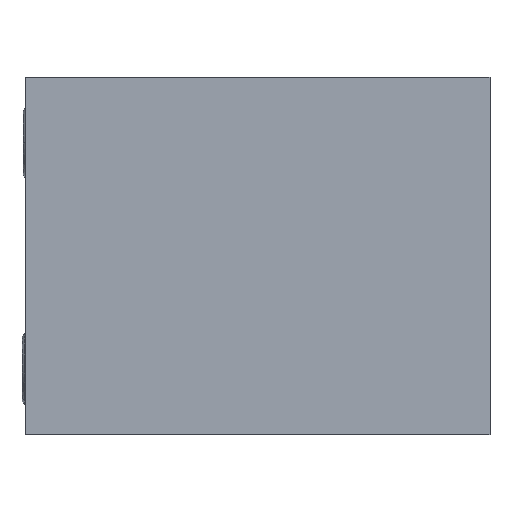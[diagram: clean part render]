
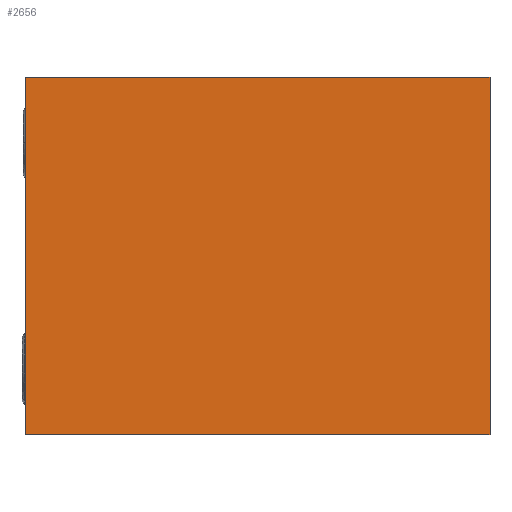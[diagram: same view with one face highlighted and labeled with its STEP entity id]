
A CAD part, left-side view. The second image highlights one B-rep face of the part: STEP entity #2656.
In plain terms, the highlighted planar face has unit normal (-1, 0, 0).
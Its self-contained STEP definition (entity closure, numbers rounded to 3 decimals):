
#2 = PLANE ( 'NONE',  #181 ) ;
#51 = DIRECTION ( 'NONE',  ( 0., 0., 1. ) ) ;
#149 = CARTESIAN_POINT ( 'NONE',  ( -8.6, 0., 0. ) ) ;
#181 = AXIS2_PLACEMENT_3D ( 'NONE', #675, #952, #2368 ) ;
#304 = VERTEX_POINT ( 'NONE', #1317 ) ;
#317 = EDGE_CURVE ( 'NONE', #864, #2616, #439, .T. ) ;
#356 = VECTOR ( 'NONE', #2172, 1000. ) ;
#439 = LINE ( 'NONE', #149, #630 ) ;
#467 = EDGE_CURVE ( 'NONE', #2774, #864, #500, .T. ) ;
#500 = LINE ( 'NONE', #681, #1906 ) ;
#630 = VECTOR ( 'NONE', #1128, 1000. ) ;
#675 = CARTESIAN_POINT ( 'NONE',  ( -8.6, 0., 0. ) ) ;
#681 = CARTESIAN_POINT ( 'NONE',  ( -8.6, 0., 0. ) ) ;
#846 = CARTESIAN_POINT ( 'NONE',  ( -8.6, 0., -30. ) ) ;
#864 = VERTEX_POINT ( 'NONE', #2994 ) ;
#952 = DIRECTION ( 'NONE',  ( -1., 0., 0. ) ) ;
#980 = VECTOR ( 'NONE', #51, 1000. ) ;
#1128 = DIRECTION ( 'NONE',  ( 0., 0., -1. ) ) ;
#1317 = CARTESIAN_POINT ( 'NONE',  ( -8.6, 39., -30. ) ) ;
#1437 = LINE ( 'NONE', #2389, #356 ) ;
#1477 = ORIENTED_EDGE ( 'NONE', *, *, #1989, .F. ) ;
#1525 = EDGE_CURVE ( 'NONE', #304, #2774, #2141, .T. ) ;
#1561 = ORIENTED_EDGE ( 'NONE', *, *, #1525, .F. ) ;
#1864 = CARTESIAN_POINT ( 'NONE',  ( -8.6, 39., 0. ) ) ;
#1906 = VECTOR ( 'NONE', #2839, 1000. ) ;
#1989 = EDGE_CURVE ( 'NONE', #2616, #304, #1437, .T. ) ;
#2141 = LINE ( 'NONE', #2626, #980 ) ;
#2172 = DIRECTION ( 'NONE',  ( 0., 1., 0. ) ) ;
#2368 = DIRECTION ( 'NONE',  ( 0., 0., 1. ) ) ;
#2389 = CARTESIAN_POINT ( 'NONE',  ( -8.6, 0., -30. ) ) ;
#2426 = ORIENTED_EDGE ( 'NONE', *, *, #467, .F. ) ;
#2493 = EDGE_LOOP ( 'NONE', ( #2426, #1561, #1477, #2907 ) ) ;
#2616 = VERTEX_POINT ( 'NONE', #846 ) ;
#2626 = CARTESIAN_POINT ( 'NONE',  ( -8.6, 39., 0. ) ) ;
#2656 = ADVANCED_FACE ( 'NONE', ( #2818 ), #2, .T. ) ;
#2774 = VERTEX_POINT ( 'NONE', #1864 ) ;
#2818 = FACE_OUTER_BOUND ( 'NONE', #2493, .T. ) ;
#2839 = DIRECTION ( 'NONE',  ( 0., -1., 0. ) ) ;
#2907 = ORIENTED_EDGE ( 'NONE', *, *, #317, .F. ) ;
#2994 = CARTESIAN_POINT ( 'NONE',  ( -8.6, 0., 0. ) ) ;
